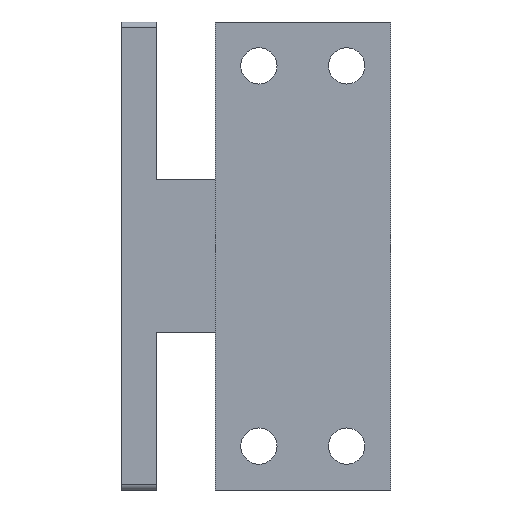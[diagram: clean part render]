
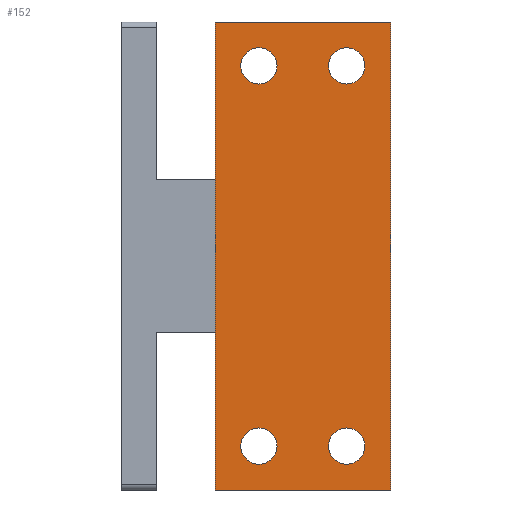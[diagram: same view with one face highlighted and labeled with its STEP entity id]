
A CAD part, front view. The second image highlights one B-rep face of the part: STEP entity #152.
In plain terms, the highlighted planar face has unit normal (0, -1, 0).
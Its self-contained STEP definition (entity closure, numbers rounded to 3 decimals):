
#152 = ADVANCED_FACE( '', ( #331, #332, #333, #334, #335 ), #336, .F. );
#331 = FACE_BOUND( '', #574, .T. );
#332 = FACE_BOUND( '', #575, .T. );
#333 = FACE_BOUND( '', #576, .T. );
#334 = FACE_BOUND( '', #577, .T. );
#335 = FACE_OUTER_BOUND( '', #578, .T. );
#336 = PLANE( '', #579 );
#574 = EDGE_LOOP( '', ( #857 ) );
#575 = EDGE_LOOP( '', ( #858 ) );
#576 = EDGE_LOOP( '', ( #859 ) );
#577 = EDGE_LOOP( '', ( #860 ) );
#578 = EDGE_LOOP( '', ( #861, #862, #863, #864 ) );
#579 = AXIS2_PLACEMENT_3D( '', #865, #866, #867 );
#857 = ORIENTED_EDGE( '', *, *, #1323, .F. );
#858 = ORIENTED_EDGE( '', *, *, #1330, .F. );
#859 = ORIENTED_EDGE( '', *, *, #1331, .F. );
#860 = ORIENTED_EDGE( '', *, *, #1332, .F. );
#861 = ORIENTED_EDGE( '', *, *, #1333, .T. );
#862 = ORIENTED_EDGE( '', *, *, #1334, .F. );
#863 = ORIENTED_EDGE( '', *, *, #1315, .F. );
#864 = ORIENTED_EDGE( '', *, *, #1277, .T. );
#865 = CARTESIAN_POINT( '', ( -15., -31., 40. ) );
#866 = DIRECTION( '', ( 0., 1., 0. ) );
#867 = DIRECTION( '', ( 0., 0., 1. ) );
#1277 = EDGE_CURVE( '', #1474, #1472, #1475, .T. );
#1315 = EDGE_CURVE( '', #1474, #1541, #1542, .T. );
#1323 = EDGE_CURVE( '', #1554, #1554, #1555, .F. );
#1330 = EDGE_CURVE( '', #1566, #1566, #1567, .F. );
#1331 = EDGE_CURVE( '', #1568, #1568, #1569, .F. );
#1332 = EDGE_CURVE( '', #1570, #1570, #1571, .F. );
#1333 = EDGE_CURVE( '', #1472, #1572, #1573, .T. );
#1334 = EDGE_CURVE( '', #1541, #1572, #1574, .T. );
#1472 = VERTEX_POINT( '', #1763 );
#1474 = VERTEX_POINT( '', #1766 );
#1475 = LINE( '', #1767, #1768 );
#1541 = VERTEX_POINT( '', #1862 );
#1542 = LINE( '', #1863, #1864 );
#1554 = VERTEX_POINT( '', #1877 );
#1555 = CIRCLE( '', #1878, 3.1 );
#1566 = VERTEX_POINT( '', #1893 );
#1567 = CIRCLE( '', #1894, 3.1 );
#1568 = VERTEX_POINT( '', #1895 );
#1569 = CIRCLE( '', #1896, 3.1 );
#1570 = VERTEX_POINT( '', #1897 );
#1571 = CIRCLE( '', #1898, 3.1 );
#1572 = VERTEX_POINT( '', #1899 );
#1573 = LINE( '', #1900, #1901 );
#1574 = LINE( '', #1902, #1903 );
#1763 = CARTESIAN_POINT( '', ( -15., -31., -40. ) );
#1766 = CARTESIAN_POINT( '', ( -15., -31., 40. ) );
#1767 = CARTESIAN_POINT( '', ( -15., -31., 40. ) );
#1768 = VECTOR( '', #2141, 1000. );
#1862 = CARTESIAN_POINT( '', ( 15., -31., 40. ) );
#1863 = CARTESIAN_POINT( '', ( -15., -31., 40. ) );
#1864 = VECTOR( '', #2191, 1000. );
#1877 = CARTESIAN_POINT( '', ( -7.5, -31., 35.6 ) );
#1878 = AXIS2_PLACEMENT_3D( '', #2205, #2206, #2207 );
#1893 = CARTESIAN_POINT( '', ( 7.5, -31., 35.6 ) );
#1894 = AXIS2_PLACEMENT_3D( '', #2212, #2213, #2214 );
#1895 = CARTESIAN_POINT( '', ( -7.5, -31., -29.4 ) );
#1896 = AXIS2_PLACEMENT_3D( '', #2215, #2216, #2217 );
#1897 = CARTESIAN_POINT( '', ( 7.5, -31., -29.4 ) );
#1898 = AXIS2_PLACEMENT_3D( '', #2218, #2219, #2220 );
#1899 = CARTESIAN_POINT( '', ( 15., -31., -40. ) );
#1900 = CARTESIAN_POINT( '', ( -15., -31., -40. ) );
#1901 = VECTOR( '', #2221, 1000. );
#1902 = CARTESIAN_POINT( '', ( 15., -31., 40. ) );
#1903 = VECTOR( '', #2222, 1000. );
#2141 = DIRECTION( '', ( 0., 0., -1. ) );
#2191 = DIRECTION( '', ( 1., 0., 0. ) );
#2205 = CARTESIAN_POINT( '', ( -7.5, -31., 32.5 ) );
#2206 = DIRECTION( '', ( 0., 1., 0. ) );
#2207 = DIRECTION( '', ( 0., 0., 1. ) );
#2212 = CARTESIAN_POINT( '', ( 7.5, -31., 32.5 ) );
#2213 = DIRECTION( '', ( 0., 1., 0. ) );
#2214 = DIRECTION( '', ( 0., 0., 1. ) );
#2215 = CARTESIAN_POINT( '', ( -7.5, -31., -32.5 ) );
#2216 = DIRECTION( '', ( 0., 1., 0. ) );
#2217 = DIRECTION( '', ( 0., 0., 1. ) );
#2218 = CARTESIAN_POINT( '', ( 7.5, -31., -32.5 ) );
#2219 = DIRECTION( '', ( 0., 1., 0. ) );
#2220 = DIRECTION( '', ( 0., 0., 1. ) );
#2221 = DIRECTION( '', ( 1., 0., 0. ) );
#2222 = DIRECTION( '', ( 0., 0., -1. ) );
